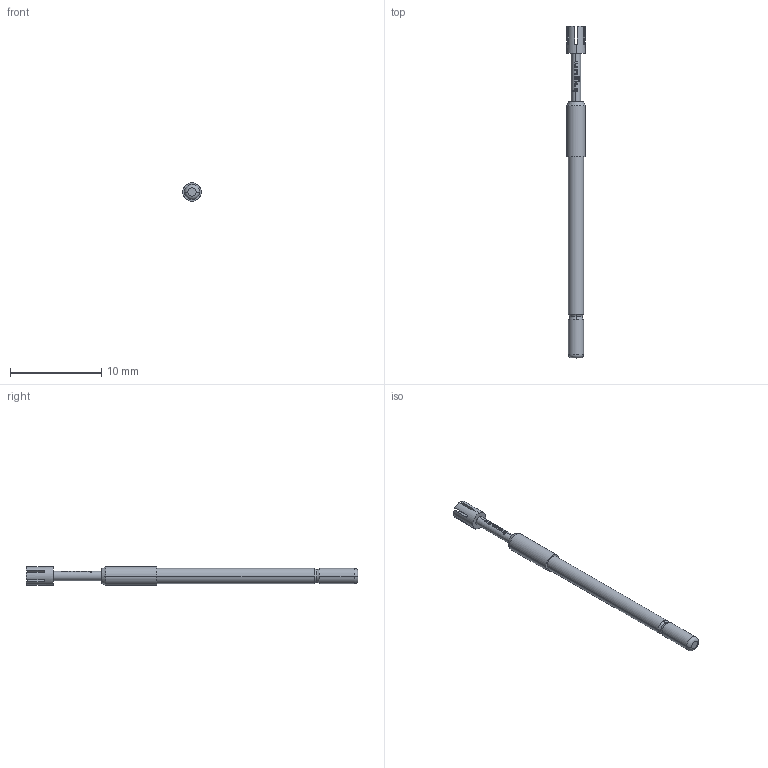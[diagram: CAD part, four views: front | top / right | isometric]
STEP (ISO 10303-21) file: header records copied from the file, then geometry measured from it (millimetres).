
FILE_DESCRIPTION (( 'STEP AP203' ), '1' );
FILE_NAME ('INGUN_GKS-112_319_200_A_xx06.STEP', '2020-08-19T16:54:17', ( '' ), ( '' ), 'SwSTEP 2.0', 'SolidWorks 2018', '' );
FILE_SCHEMA (( 'CONFIG_CONTROL_DESIGN' ));
Length unit declared in the file: millimetre
Products named in the file (1): INGUN_GKS-112_319_200_A_xx06
Bounding box: 2 x 36.3 x 2 mm (x, y, z)
Volume: 75.8 mm3; surface area: 212.5 mm2
Topology: 1 solids, 1 shells, 124 faces, 343 edges, 226 vertices
Faces by surface type: bspline 57, plane 23, cylinder 20, cone 16, torus 8
Entity records: 5118 total; most frequent: CARTESIAN_POINT 2437, ORIENTED_EDGE 686, EDGE_CURVE 343, DIRECTION 313, B_SPLINE_CURVE_WITH_KNOTS 228, VERTEX_POINT 226, AXIS2_PLACEMENT_3D 130, EDGE_LOOP 129
